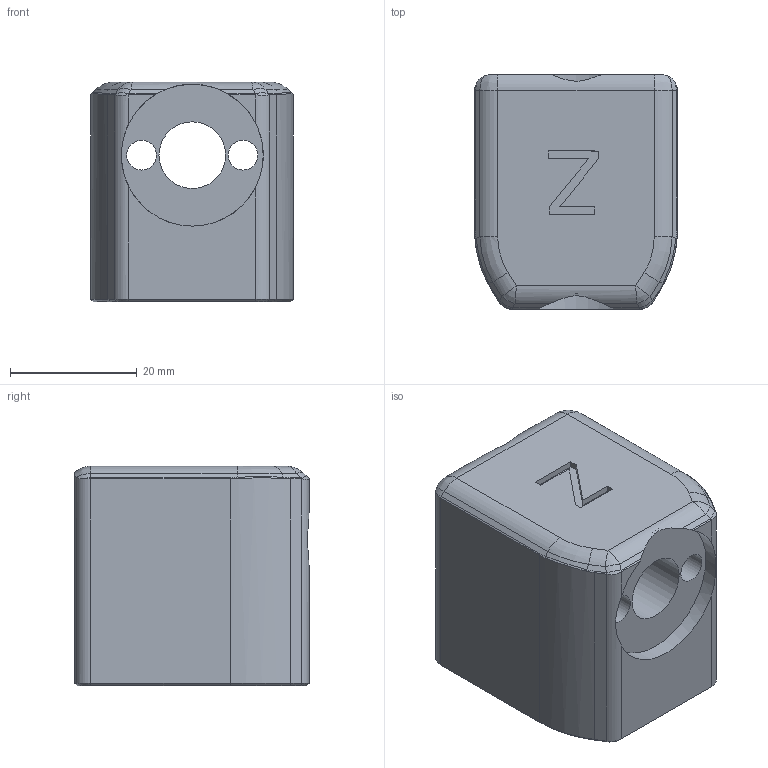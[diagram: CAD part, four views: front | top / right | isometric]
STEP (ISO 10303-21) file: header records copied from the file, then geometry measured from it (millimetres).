
FILE_DESCRIPTION(/* description */ (''),/* implementation_level */ '2;1');
FILE_NAME(/* name */ 'Z_Axis_Anti_Backlash_Nut_x1.step',/* time_stamp */ '2024-04-24T21:16:30-07:00',/* author */ (''),/* organization */ (''),/* preprocessor_version */ 'ST-DEVELOPER v20',/* originating_system */ 'Autodesk Translation Framework v12.20.1.177',/* authorisation */ '');
FILE_SCHEMA (('AUTOMOTIVE_DESIGN { 1 0 10303 214 3 1 1 }'));
Length unit declared in the file: millimetre
Products named in the file (1): Z axis anti backlash nut
Bounding box: 32 x 37 x 34.67 mm (x, y, z)
Volume: 32542.5 mm3; surface area: 9220.6 mm2
Topology: 1 solids, 1 shells, 94 faces, 225 edges, 134 vertices
Faces by surface type: plane 38, cylinder 31, bspline 17, cone 8
Full cylindrical faces by diameter (mm): 4.7 x2, 6.45 x2, 10.518 x1, 22.4 x2
Entity records: 3050 total; most frequent: CARTESIAN_POINT 893, ORIENTED_EDGE 446, DIRECTION 433, EDGE_CURVE 223, AXIS2_PLACEMENT_3D 158, VERTEX_POINT 134, LINE 117, VECTOR 117
